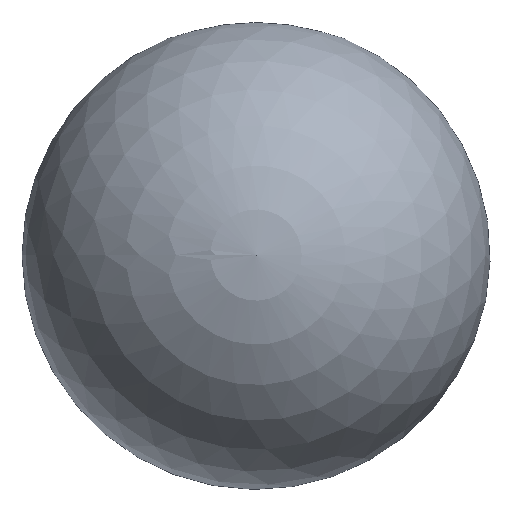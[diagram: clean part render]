
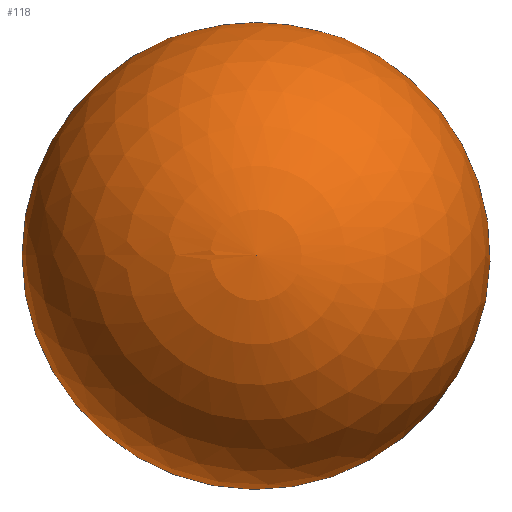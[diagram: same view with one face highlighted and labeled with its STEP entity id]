
A CAD part, top view. The second image highlights one B-rep face of the part: STEP entity #118.
In plain terms, the highlighted spherical face has radius 20 mm.
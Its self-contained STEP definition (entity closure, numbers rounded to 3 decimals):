
#16=SPHERICAL_SURFACE('',#145,20.);
#17=CIRCLE('',#136,19.9);
#21=CIRCLE('',#141,20.);
#22=CIRCLE('',#142,20.);
#24=CIRCLE('',#146,20.);
#32=FACE_OUTER_BOUND('',#38,.T.);
#38=EDGE_LOOP('',(#104,#105,#106,#107,#108,#109,#110));
#48=B_SPLINE_CURVE_WITH_KNOTS('',3,(#199,#200,#201,#202,#203,#204,#205,
#206,#207,#208,#209),.UNSPECIFIED.,.F.,.F.,(4,2,3,2,4),(-0.152,
-0.076,0.,0.078,0.156),
 .UNSPECIFIED.);
#50=B_SPLINE_CURVE_WITH_KNOTS('',3,(#228,#229,#230,#231,#232,#233,#234,
#235,#236,#237,#238),.UNSPECIFIED.,.F.,.F.,(4,2,3,2,4),(-0.156,
-0.078,0.,0.076,0.152),
 .UNSPECIFIED.);
#53=VERTEX_POINT('',#196);
#54=VERTEX_POINT('',#198);
#57=VERTEX_POINT('',#225);
#58=VERTEX_POINT('',#227);
#60=VERTEX_POINT('',#247);
#62=VERTEX_POINT('',#254);
#65=EDGE_CURVE('',#53,#54,#48,.T.);
#69=EDGE_CURVE('',#57,#58,#50,.T.);
#71=EDGE_CURVE('',#57,#54,#17,.T.);
#75=EDGE_CURVE('',#60,#58,#21,.T.);
#76=EDGE_CURVE('',#53,#60,#22,.T.);
#78=EDGE_CURVE('',#62,#60,#24,.T.);
#104=ORIENTED_EDGE('',*,*,#76,.T.);
#105=ORIENTED_EDGE('',*,*,#78,.F.);
#106=ORIENTED_EDGE('',*,*,#78,.T.);
#107=ORIENTED_EDGE('',*,*,#75,.T.);
#108=ORIENTED_EDGE('',*,*,#69,.F.);
#109=ORIENTED_EDGE('',*,*,#71,.T.);
#110=ORIENTED_EDGE('',*,*,#65,.F.);
#118=ADVANCED_FACE('',(#32),#16,.T.);
#136=AXIS2_PLACEMENT_3D('',#241,#159,#160);
#141=AXIS2_PLACEMENT_3D('',#248,#169,#170);
#142=AXIS2_PLACEMENT_3D('',#249,#171,#172);
#145=AXIS2_PLACEMENT_3D('',#253,#177,#178);
#146=AXIS2_PLACEMENT_3D('',#255,#179,#180);
#159=DIRECTION('center_axis',(0.,0.,1.));
#160=DIRECTION('ref_axis',(0.,1.,0.));
#169=DIRECTION('center_axis',(0.,0.,1.));
#170=DIRECTION('ref_axis',(1.,0.,0.));
#171=DIRECTION('center_axis',(0.,0.,1.));
#172=DIRECTION('ref_axis',(1.,0.,0.));
#177=DIRECTION('center_axis',(0.,0.,1.));
#178=DIRECTION('ref_axis',(1.,0.,0.));
#179=DIRECTION('center_axis',(0.,-1.,0.));
#180=DIRECTION('ref_axis',(-1.,0.,0.));
#196=CARTESIAN_POINT('',(-8.133,457.137,32.));
#198=CARTESIAN_POINT('',(-6.133,457.721,34.));
#199=CARTESIAN_POINT('Ctrl Pts',(-8.133,457.137,32.));
#200=CARTESIAN_POINT('Ctrl Pts',(-8.133,457.137,32.253));
#201=CARTESIAN_POINT('Ctrl Pts',(-8.082,457.152,32.523));
#202=CARTESIAN_POINT('Ctrl Pts',(-7.877,457.213,33.015));
#203=CARTESIAN_POINT('Ctrl Pts',(-7.723,457.258,33.239));
#204=CARTESIAN_POINT('Ctrl Pts',(-7.548,457.31,33.414));
#205=CARTESIAN_POINT('Ctrl Pts',(-7.368,457.363,33.594));
#206=CARTESIAN_POINT('Ctrl Pts',(-7.142,457.429,33.748));
#207=CARTESIAN_POINT('Ctrl Pts',(-6.649,457.572,33.951));
#208=CARTESIAN_POINT('Ctrl Pts',(-6.382,457.649,34.));
#209=CARTESIAN_POINT('Ctrl Pts',(-6.133,457.721,34.));
#225=CARTESIAN_POINT('',(4.867,457.721,34.));
#227=CARTESIAN_POINT('',(6.867,457.137,32.));
#228=CARTESIAN_POINT('Ctrl Pts',(4.867,457.721,34.));
#229=CARTESIAN_POINT('Ctrl Pts',(5.116,457.649,34.));
#230=CARTESIAN_POINT('Ctrl Pts',(5.382,457.572,33.951));
#231=CARTESIAN_POINT('Ctrl Pts',(5.875,457.429,33.748));
#232=CARTESIAN_POINT('Ctrl Pts',(6.101,457.363,33.594));
#233=CARTESIAN_POINT('Ctrl Pts',(6.281,457.31,33.414));
#234=CARTESIAN_POINT('Ctrl Pts',(6.456,457.258,33.239));
#235=CARTESIAN_POINT('Ctrl Pts',(6.61,457.213,33.015));
#236=CARTESIAN_POINT('Ctrl Pts',(6.816,457.152,32.523));
#237=CARTESIAN_POINT('Ctrl Pts',(6.867,457.137,32.253));
#238=CARTESIAN_POINT('Ctrl Pts',(6.867,457.137,32.));
#241=CARTESIAN_POINT('Origin',(-0.633,438.596,34.));
#247=CARTESIAN_POINT('',(-20.633,438.596,32.));
#248=CARTESIAN_POINT('Origin',(-0.633,438.596,32.));
#249=CARTESIAN_POINT('Origin',(-0.633,438.596,32.));
#253=CARTESIAN_POINT('Origin',(-0.633,438.596,32.));
#254=CARTESIAN_POINT('',(-0.633,438.596,52.));
#255=CARTESIAN_POINT('Origin',(-0.633,438.596,32.));
